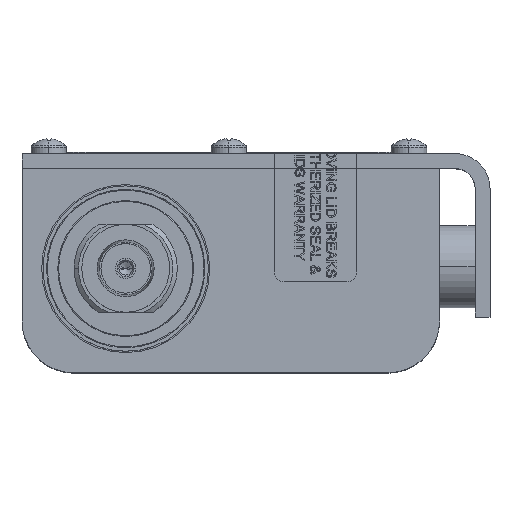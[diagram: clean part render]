
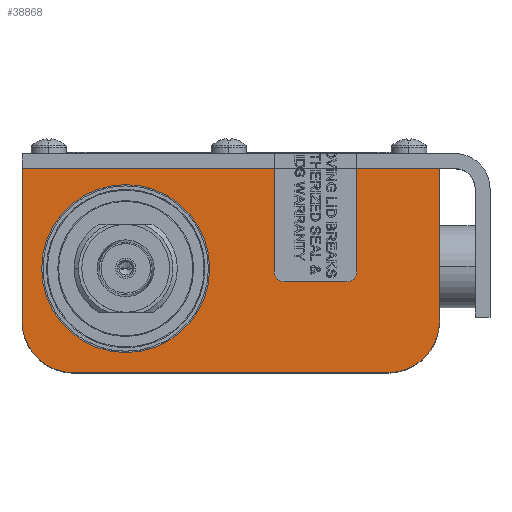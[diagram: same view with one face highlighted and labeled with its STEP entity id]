
A CAD part, top view. The second image highlights one B-rep face of the part: STEP entity #38868.
In plain terms, the highlighted planar face has unit normal (0, 0, 1).
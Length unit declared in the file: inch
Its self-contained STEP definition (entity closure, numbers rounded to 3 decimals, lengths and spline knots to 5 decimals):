
#1254 = CARTESIAN_POINT ( 'NONE',  ( -0.9495, -0.6175, 0.834 ) ) ;
#3533 = CARTESIAN_POINT ( 'NONE',  ( 0.9495, -0.6175, 0.834 ) ) ;
#4877 = DIRECTION ( 'NONE',  ( 0., 0., 1. ) ) ;
#11746 = DIRECTION ( 'NONE',  ( -1., 0., 0. ) ) ;
#12080 = CARTESIAN_POINT ( 'NONE',  ( 1.2625, -0.3045, 0.834 ) ) ;
#12437 = DIRECTION ( 'NONE',  ( 0., -1., 0. ) ) ;
#13890 = CARTESIAN_POINT ( 'NONE',  ( -0.6355, -0.4955, 0.834 ) ) ;
#14957 = AXIS2_PLACEMENT_3D ( 'NONE', #76897, #4877, #25243 ) ;
#15268 = DIRECTION ( 'NONE',  ( -1., 0., 0. ) ) ;
#15710 = CIRCLE ( 'NONE', #108967, 0.508 ) ;
#17931 = ORIENTED_EDGE ( 'NONE', *, *, #82041, .T. ) ;
#20349 = CIRCLE ( 'NONE', #55091, 0.313 ) ;
#21279 = ORIENTED_EDGE ( 'NONE', *, *, #87338, .F. ) ;
#22271 = CARTESIAN_POINT ( 'NONE',  ( -0.6355, 0.0125, 0.834 ) ) ;
#22607 = CARTESIAN_POINT ( 'NONE',  ( -0.6355, 0.0125, 0.834 ) ) ;
#25243 = DIRECTION ( 'NONE',  ( 1., 0., 0. ) ) ;
#27559 = ORIENTED_EDGE ( 'NONE', *, *, #45118, .T. ) ;
#30661 = CARTESIAN_POINT ( 'NONE',  ( 1.2625, 0.6175, 0.834 ) ) ;
#31017 = EDGE_LOOP ( 'NONE', ( #103791, #21279 ) ) ;
#32171 = DIRECTION ( 'NONE',  ( 0., 0., 1. ) ) ;
#36131 = AXIS2_PLACEMENT_3D ( 'NONE', #22271, #114660, #94937 ) ;
#36741 = CARTESIAN_POINT ( 'NONE',  ( 1.2625, -0.3045, 0.834 ) ) ;
#37579 = VERTEX_POINT ( 'NONE', #12080 ) ;
#38868 = ADVANCED_FACE ( 'NONE', ( #103579, #124007 ), #59535, .F. ) ;
#39262 = EDGE_CURVE ( 'NONE', #110871, #114791, #15710, .T. ) ;
#39908 = CARTESIAN_POINT ( 'NONE',  ( -1.2625, 0.6175, 0.834 ) ) ;
#42337 = ORIENTED_EDGE ( 'NONE', *, *, #55471, .T. ) ;
#45118 = EDGE_CURVE ( 'NONE', #48448, #87359, #20349, .T. ) ;
#48244 = DIRECTION ( 'NONE',  ( 0., 1., 0. ) ) ;
#48448 = VERTEX_POINT ( 'NONE', #112784 ) ;
#48964 = ORIENTED_EDGE ( 'NONE', *, *, #111271, .T. ) ;
#49613 = LINE ( 'NONE', #36741, #104273 ) ;
#50726 = DIRECTION ( 'NONE',  ( 0., 0., -1. ) ) ;
#50775 = DIRECTION ( 'NONE',  ( 0., -1., 0. ) ) ;
#51889 = DIRECTION ( 'NONE',  ( 0., 0., 1. ) ) ;
#53265 = VERTEX_POINT ( 'NONE', #3533 ) ;
#55091 = AXIS2_PLACEMENT_3D ( 'NONE', #104725, #51889, #11746 ) ;
#55471 = EDGE_CURVE ( 'NONE', #110094, #48448, #80685, .T. ) ;
#56899 = EDGE_CURVE ( 'NONE', #57254, #110094, #57385, .T. ) ;
#57254 = VERTEX_POINT ( 'NONE', #30661 ) ;
#57385 = LINE ( 'NONE', #100749, #104705 ) ;
#59535 = PLANE ( 'NONE',  #85040 ) ;
#60073 = CIRCLE ( 'NONE', #36131, 0.508 ) ;
#67592 = LINE ( 'NONE', #76466, #94235 ) ;
#69654 = EDGE_CURVE ( 'NONE', #87359, #53265, #67592, .T. ) ;
#69909 = ORIENTED_EDGE ( 'NONE', *, *, #69654, .T. ) ;
#76466 = CARTESIAN_POINT ( 'NONE',  ( -0.9495, -0.6175, 0.834 ) ) ;
#76897 = CARTESIAN_POINT ( 'NONE',  ( 0.9495, -0.3045, 0.834 ) ) ;
#80685 = LINE ( 'NONE', #99671, #102227 ) ;
#82041 = EDGE_CURVE ( 'NONE', #37579, #57254, #49613, .T. ) ;
#85040 = AXIS2_PLACEMENT_3D ( 'NONE', #122666, #50726, #100907 ) ;
#87338 = EDGE_CURVE ( 'NONE', #114791, #110871, #60073, .T. ) ;
#87359 = VERTEX_POINT ( 'NONE', #1254 ) ;
#89071 = CARTESIAN_POINT ( 'NONE',  ( -0.6355, 0.5205, 0.834 ) ) ;
#94235 = VECTOR ( 'NONE', #107661, 39.37008 ) ;
#94937 = DIRECTION ( 'NONE',  ( 0., -1., 0. ) ) ;
#95210 = CIRCLE ( 'NONE', #14957, 0.313 ) ;
#99671 = CARTESIAN_POINT ( 'NONE',  ( -1.2625, -0.3045, 0.834 ) ) ;
#100749 = CARTESIAN_POINT ( 'NONE',  ( -1.2625, 0.6175, 0.834 ) ) ;
#100907 = DIRECTION ( 'NONE',  ( -1., 0., 0. ) ) ;
#102227 = VECTOR ( 'NONE', #50775, 39.37008 ) ;
#103579 = FACE_BOUND ( 'NONE', #31017, .T. ) ;
#103791 = ORIENTED_EDGE ( 'NONE', *, *, #39262, .F. ) ;
#104273 = VECTOR ( 'NONE', #48244, 39.37008 ) ;
#104705 = VECTOR ( 'NONE', #15268, 39.37008 ) ;
#104725 = CARTESIAN_POINT ( 'NONE',  ( -0.9495, -0.3045, 0.834 ) ) ;
#107661 = DIRECTION ( 'NONE',  ( 1., 0., 0. ) ) ;
#108331 = EDGE_LOOP ( 'NONE', ( #17931, #116655, #42337, #27559, #69909, #48964 ) ) ;
#108967 = AXIS2_PLACEMENT_3D ( 'NONE', #22607, #32171, #12437 ) ;
#110094 = VERTEX_POINT ( 'NONE', #39908 ) ;
#110871 = VERTEX_POINT ( 'NONE', #13890 ) ;
#111271 = EDGE_CURVE ( 'NONE', #53265, #37579, #95210, .T. ) ;
#112784 = CARTESIAN_POINT ( 'NONE',  ( -1.2625, -0.3045, 0.834 ) ) ;
#114660 = DIRECTION ( 'NONE',  ( 0., 0., 1. ) ) ;
#114791 = VERTEX_POINT ( 'NONE', #89071 ) ;
#116655 = ORIENTED_EDGE ( 'NONE', *, *, #56899, .T. ) ;
#122666 = CARTESIAN_POINT ( 'NONE',  ( -0.9495, -0.3045, 0.834 ) ) ;
#124007 = FACE_OUTER_BOUND ( 'NONE', #108331, .T. ) ;
